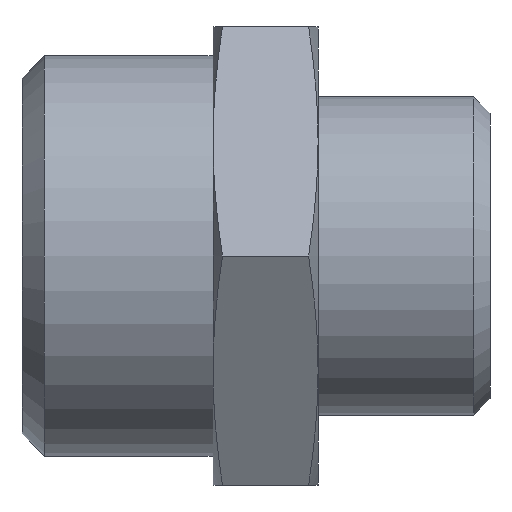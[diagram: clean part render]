
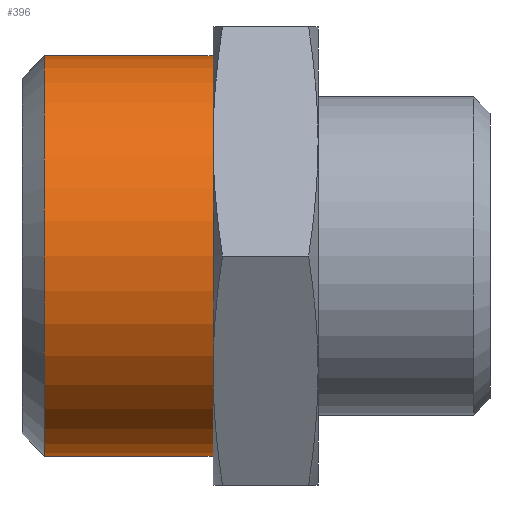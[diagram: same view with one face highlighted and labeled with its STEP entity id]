
A CAD part, left-side view. The second image highlights one B-rep face of the part: STEP entity #396.
In plain terms, the highlighted cylindrical face has radius 10.477 mm (diameter 20.955 mm), a full revolution.
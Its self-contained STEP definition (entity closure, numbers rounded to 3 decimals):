
#33=CYLINDRICAL_SURFACE('',#458,10.478);
#130=ORIENTED_EDGE('',*,*,#205,.F.);
#131=ORIENTED_EDGE('',*,*,#217,.T.);
#205=EDGE_CURVE('',#248,#248,#271,.T.);
#217=EDGE_CURVE('',#257,#257,#279,.T.);
#248=VERTEX_POINT('',#706);
#257=VERTEX_POINT('',#747);
#271=CIRCLE('',#441,10.478);
#279=CIRCLE('',#457,10.478);
#308=EDGE_LOOP('',(#130));
#309=EDGE_LOOP('',(#131));
#348=FACE_BOUND('',#308,.T.);
#349=FACE_BOUND('',#309,.T.);
#396=ADVANCED_FACE('',(#348,#349),#33,.T.);
#441=AXIS2_PLACEMENT_3D('',#705,#516,#517);
#457=AXIS2_PLACEMENT_3D('',#746,#548,#549);
#458=AXIS2_PLACEMENT_3D('',#748,#550,#551);
#516=DIRECTION('',(0.,-1.,0.));
#517=DIRECTION('',(0.,0.,-1.));
#548=DIRECTION('',(0.,-1.,0.));
#549=DIRECTION('',(0.,0.,-1.));
#550=DIRECTION('',(0.,-1.,0.));
#551=DIRECTION('',(0.,0.,-1.));
#705=CARTESIAN_POINT('',(0.,14.5,0.));
#706=CARTESIAN_POINT('',(0.,14.5,-10.478));
#746=CARTESIAN_POINT('',(0.,23.338,0.));
#747=CARTESIAN_POINT('',(0.,23.338,-10.478));
#748=CARTESIAN_POINT('',(0.,14.5,0.));
